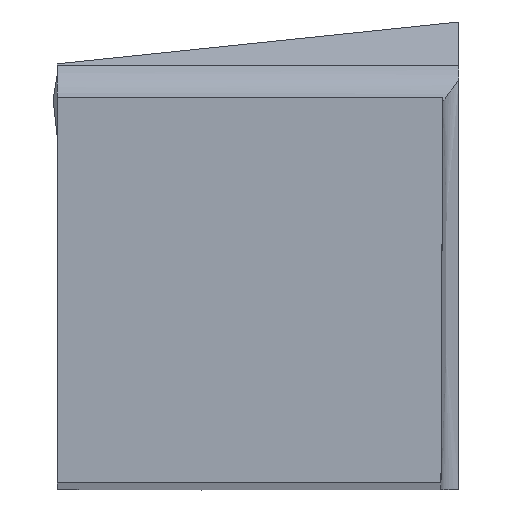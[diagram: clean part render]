
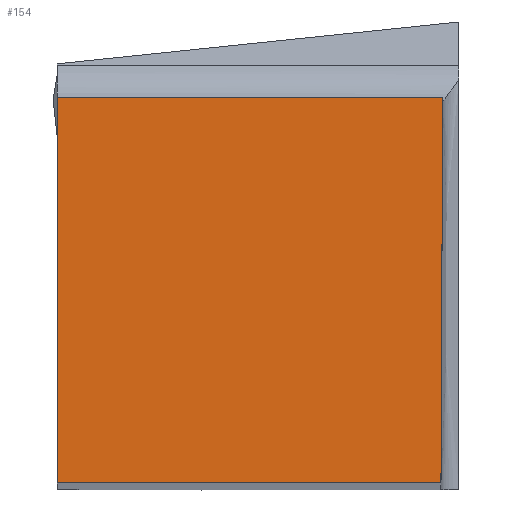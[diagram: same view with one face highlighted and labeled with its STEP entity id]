
A CAD part, top view. The second image highlights one B-rep face of the part: STEP entity #154.
In plain terms, the highlighted planar face has unit normal (0, 0, 1).
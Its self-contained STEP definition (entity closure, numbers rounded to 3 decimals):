
#124=FACE_OUTER_BOUND('',#331,.T.);
#154=ADVANCED_FACE('SHANK_FACE_BACK',(#124),#182,.F.);
#182=PLANE('',#753);
#222=LINE('',#1077,#277);
#225=LINE('',#1083,#280);
#234=LINE('',#1108,#289);
#235=LINE('',#1110,#290);
#277=VECTOR('',#865,1.);
#280=VECTOR('',#870,1.);
#289=VECTOR('',#891,1.);
#290=VECTOR('',#892,1.);
#331=EDGE_LOOP('',(#435,#436,#437,#438));
#435=ORIENTED_EDGE('',*,*,#605,.F.);
#436=ORIENTED_EDGE('',*,*,#602,.T.);
#437=ORIENTED_EDGE('',*,*,#618,.T.);
#438=ORIENTED_EDGE('',*,*,#619,.F.);
#538=VERTEX_POINT('',#1076);
#539=VERTEX_POINT('',#1078);
#541=VERTEX_POINT('',#1084);
#551=VERTEX_POINT('',#1109);
#602=EDGE_CURVE('',#539,#538,#222,.T.);
#605=EDGE_CURVE('',#539,#541,#225,.T.);
#618=EDGE_CURVE('',#538,#551,#234,.T.);
#619=EDGE_CURVE('',#541,#551,#235,.T.);
#753=AXIS2_PLACEMENT_3D('',#1111,#893,#894);
#865=DIRECTION('',(1.,0.,0.));
#870=DIRECTION('',(0.,1.,0.));
#891=DIRECTION('',(0.004,1.,0.));
#892=DIRECTION('',(1.,0.,0.));
#893=DIRECTION('',(0.,0.,-1.));
#894=DIRECTION('',(-0.994,-0.106,0.));
#1076=CARTESIAN_POINT('',(11.823,0.,0.));
#1077=CARTESIAN_POINT('',(-1.831,0.,0.));
#1078=CARTESIAN_POINT('',(0.,0.,
0.));
#1083=CARTESIAN_POINT('',(0.,-6.094,0.));
#1084=CARTESIAN_POINT('',(0.,11.875,0.));
#1108=CARTESIAN_POINT('',(11.377,-102.344,0.));
#1109=CARTESIAN_POINT('',(11.875,11.875,0.));
#1110=CARTESIAN_POINT('',(-1.831,11.875,0.));
#1111=CARTESIAN_POINT('',(11.875,0.,0.));
